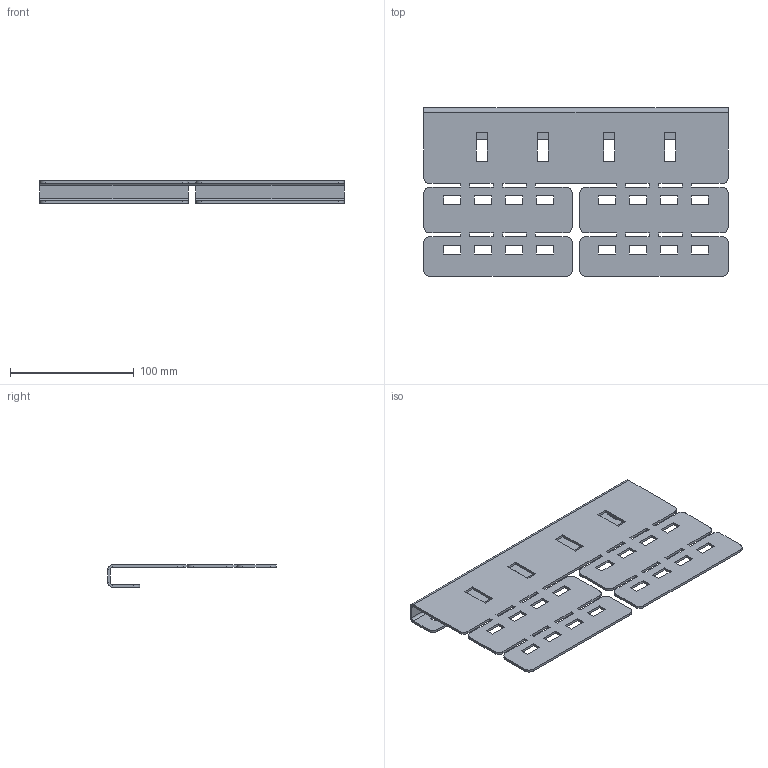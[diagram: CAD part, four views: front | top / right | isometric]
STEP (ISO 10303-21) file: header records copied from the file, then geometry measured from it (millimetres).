
FILE_DESCRIPTION((''),'2;1');
FILE_NAME('405600','2019-10-09T16:48:37',('tomasz.grudniewski'),(''),'CREO PARAMETRIC BY PTC INC, 2019080','CREO PARAMETRIC BY PTC INC, 2019080','');
FILE_SCHEMA(('CONFIG_CONTROL_DESIGN'));
Length unit declared in the file: millimetre
Products named in the file (1): 405600
Bounding box: 246 x 136.22 x 18 mm (x, y, z)
Volume: 75904.7 mm3; surface area: 82229.7 mm2
Topology: 1 solids, 1 shells, 268 faces, 770 edges, 504 vertices
Faces by surface type: plane 224, cylinder 44
Entity records: 8824 total; most frequent: CARTESIAN_POINT 1542, ORIENTED_EDGE 1540, DIRECTION 1398, EDGE_CURVE 770, VECTOR 678, LINE 678, VERTEX_POINT 504, AXIS2_PLACEMENT_3D 360
